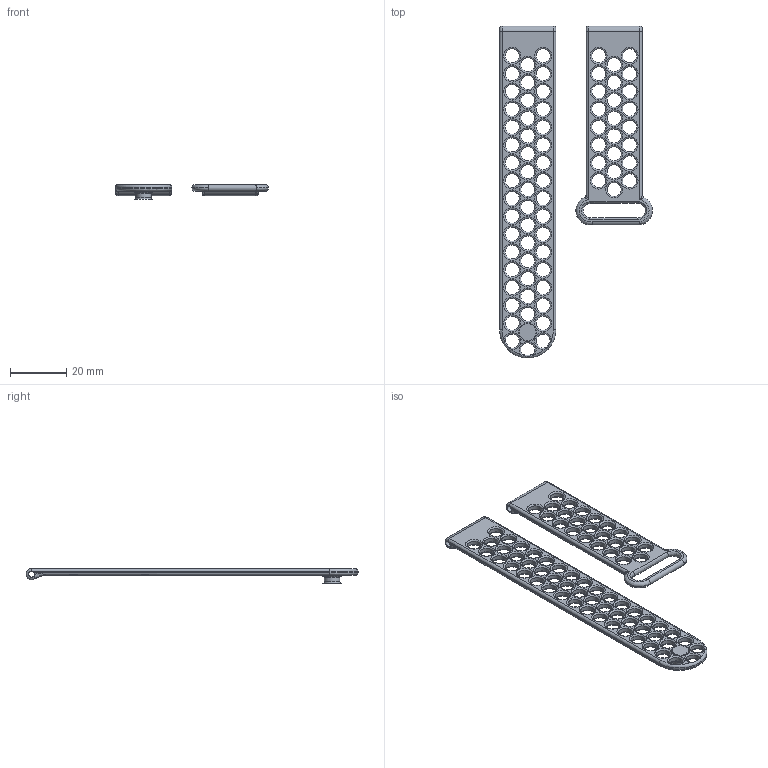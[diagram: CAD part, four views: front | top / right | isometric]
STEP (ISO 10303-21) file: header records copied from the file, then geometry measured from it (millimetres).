
FILE_DESCRIPTION(/* description */ ('STEP AP242','CAx-IF Rec.Pracs.---Representation and Presentation of Product Manufacturing Information (PMI)---4.0---2014-10-13','CAx-IF Rec.Pracs.---3D Tessellated Geometry---0.4---2014-09-14','2;1'),/* implementation_level */ '2;1');
FILE_NAME(/* name */ '67d3597e918a0c0af26748d7',/* time_stamp */ '2025-03-13T22:17:35Z',/* author */ (''),/* organization */ (''),/* preprocessor_version */ 'ST-DEVELOPER v20',/* originating_system */ 'ONSHAPE BY PTC INC, 1.195',/* authorisation */ ' ');
FILE_SCHEMA (('AP242_MANAGED_MODEL_BASED_3D_ENGINEERING_MIM_LF { 1 0 10303 442 1 1 4 }'));
Length unit declared in the file: metre
Products named in the file (3): pin; wrist short regular used
Bounding box: 54.43 x 118.25 x 5.28 mm (x, y, z)
Volume: 5169.6 mm3; surface area: 8077.2 mm2
Topology: 3 solids, 3 shells, 304 faces, 955 edges, 635 vertices
Faces by surface type: torus 166, cylinder 96, plane 22, bspline 20
Full cylindrical faces by diameter (mm): 2.2 x2, 5 x72, 5.5 x2
Entity records: 10014 total; most frequent: CARTESIAN_POINT 2410, DIRECTION 1594, ORIENTED_EDGE 1290, AXIS2_PLACEMENT_3D 730, EDGE_LOOP 670, FACE_BOUND 670, EDGE_CURVE 645, VERTEX_POINT 557
